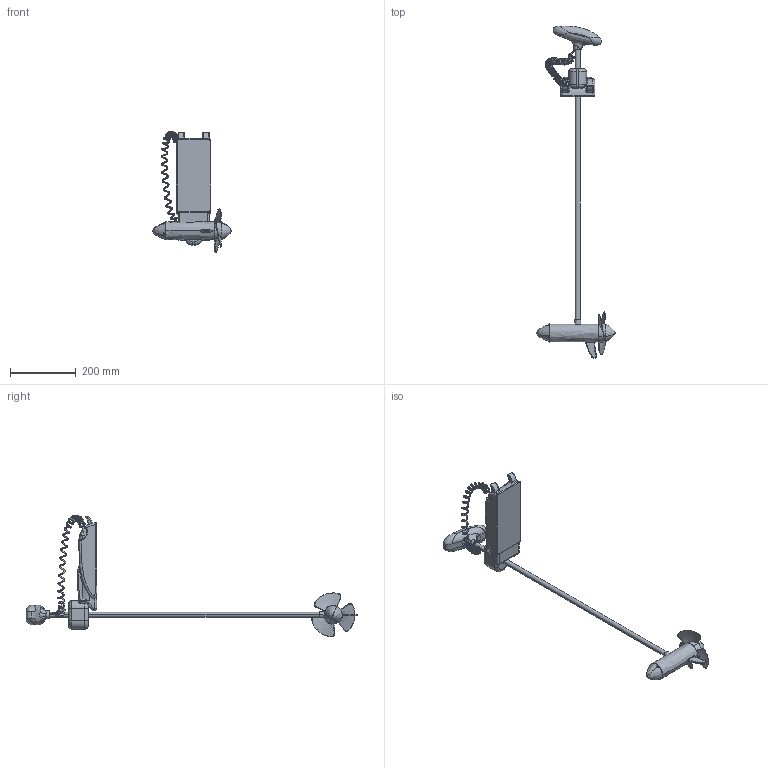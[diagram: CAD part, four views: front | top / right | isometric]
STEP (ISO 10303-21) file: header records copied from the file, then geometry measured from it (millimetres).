
FILE_DESCRIPTION(('FreeCAD Model'),'2;1');
FILE_NAME('Open CASCADE Shape Model','2025-05-03T20:04:32',('FreeCAD'),( 'FreeCAD'),'Open CASCADE STEP processor 7.6','FreeCAD','Unknown');
FILE_SCHEMA(('AUTOMOTIVE_DESIGN { 1 0 10303 214 1 1 1 1 }'));
Products named in the file (1): Open CASCADE STEP translator 7.6 1
Bounding box: 237.22 x 1008.69 x 370.14 mm (x, y, z)
Volume: 2146679.5 mm3; surface area: 263444 mm2
Topology: 8 solids, 9 shells, 325 faces, 773 edges, 448 vertices
Faces by surface type: bspline 325
Entity records: 47051 total; most frequent: CARTESIAN_POINT 42736, ORIENTED_EDGE 1514, EDGE_CURVE 757, B_SPLINE_CURVE_WITH_KNOTS 465, VERTEX_POINT 448, FACE_BOUND 335, EDGE_LOOP 335, ADVANCED_FACE 325
